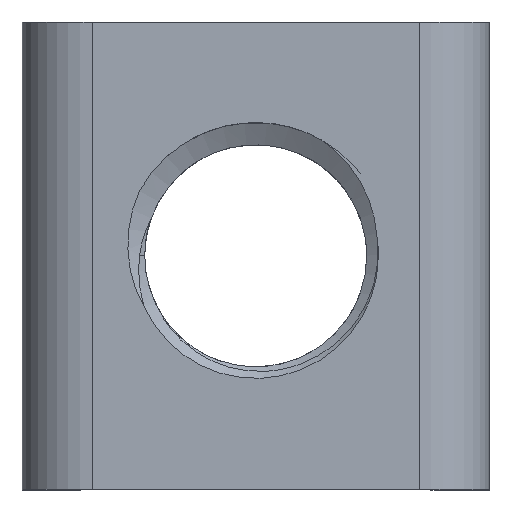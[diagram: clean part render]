
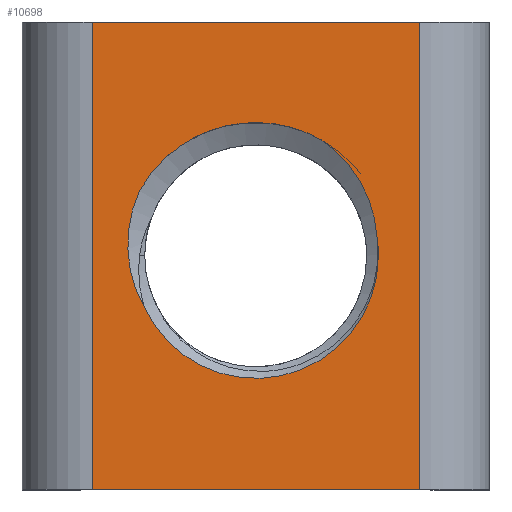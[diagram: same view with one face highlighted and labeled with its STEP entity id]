
A CAD part, top view. The second image highlights one B-rep face of the part: STEP entity #10698.
In plain terms, the highlighted planar face has unit normal (0, 0, 1).
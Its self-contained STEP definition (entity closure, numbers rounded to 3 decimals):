
#194 = CARTESIAN_POINT ( 'NONE',  ( -0.005, -4., 6. ) ) ;
#302 = ORIENTED_EDGE ( 'NONE', *, *, #2639, .T. ) ;
#328 = EDGE_CURVE ( 'NONE', #3272, #4524, #2518, .T. ) ;
#421 = CARTESIAN_POINT ( 'NONE',  ( -0.051, 2.28, 6. ) ) ;
#587 = B_SPLINE_CURVE_WITH_KNOTS ( 'NONE', 3,
 ( #5965, #9363, #8361, #4224, #5915, #6856, #717, #10257, #6694, #2600, #3274, #2379 ),
 .UNSPECIFIED., .F., .F.,
 ( 4, 2, 2, 2, 2, 4 ),
 ( 0., 0.125, 0.25, 0.375, 0.5, 1. ),
 .UNSPECIFIED. ) ;
#656 = LINE ( 'NONE', #9359, #3583 ) ;
#717 = CARTESIAN_POINT ( 'NONE',  ( -2.156, -0.235, 6. ) ) ;
#801 = CARTESIAN_POINT ( 'NONE',  ( 2.053, 0.647, 6. ) ) ;
#852 = CARTESIAN_POINT ( 'NONE',  ( 1.094, 1.997, 6. ) ) ;
#911 = VERTEX_POINT ( 'NONE', #3554 ) ;
#965 = CARTESIAN_POINT ( 'NONE',  ( 2.795, 4., 6. ) ) ;
#1254 = CARTESIAN_POINT ( 'NONE',  ( -1.854, 1.366, 6. ) ) ;
#1299 = ORIENTED_EDGE ( 'NONE', *, *, #2894, .F. ) ;
#1469 = VERTEX_POINT ( 'NONE', #9631 ) ;
#1472 = B_SPLINE_CURVE_WITH_KNOTS ( 'NONE', 3,
 ( #852, #3140, #8451, #2411, #3252, #4253, #801, #10013 ),
 .UNSPECIFIED., .F., .F.,
 ( 4, 2, 2, 4 ),
 ( 0., 0.25, 0.5, 1. ),
 .UNSPECIFIED. ) ;
#1562 = EDGE_LOOP ( 'NONE', ( #5215, #7348, #1299, #5639 ) ) ;
#1598 = DIRECTION ( 'NONE',  ( -1., 0., 0. ) ) ;
#1710 = DIRECTION ( 'NONE',  ( -1., 0., 0. ) ) ;
#1947 = DIRECTION ( 'NONE',  ( 0., 0., -1. ) ) ;
#2085 = CARTESIAN_POINT ( 'NONE',  ( -0.273, 2.272, 6. ) ) ;
#2198 = CARTESIAN_POINT ( 'NONE',  ( 0.098, 2.278, 6. ) ) ;
#2252 = CARTESIAN_POINT ( 'NONE',  ( -0.781, 2.148, 6. ) ) ;
#2293 = DIRECTION ( 'NONE',  ( 1., 0., 0. ) ) ;
#2314 = DIRECTION ( 'NONE',  ( 1., 0., 0. ) ) ;
#2379 = CARTESIAN_POINT ( 'NONE',  ( -1.999, 1.104, 6. ) ) ;
#2380 = VERTEX_POINT ( 'NONE', #4528 ) ;
#2405 = CARTESIAN_POINT ( 'NONE',  ( -0.005, 0., 6. ) ) ;
#2411 = CARTESIAN_POINT ( 'NONE',  ( 1.598, 1.55, 6. ) ) ;
#2434 = LINE ( 'NONE', #7527, #9763 ) ;
#2518 = LINE ( 'NONE', #5826, #4011 ) ;
#2600 = CARTESIAN_POINT ( 'NONE',  ( -2.204, 0.45, 6. ) ) ;
#2639 = EDGE_CURVE ( 'NONE', #9683, #911, #8337, .T. ) ;
#2880 = EDGE_CURVE ( 'NONE', #1469, #7889, #587, .T. ) ;
#2890 = CARTESIAN_POINT ( 'NONE',  ( -0.005, 0., 6. ) ) ;
#2894 = EDGE_CURVE ( 'NONE', #3272, #5139, #2434, .T. ) ;
#2978 = CARTESIAN_POINT ( 'NONE',  ( -1.658, 1.597, 6. ) ) ;
#3076 = CARTESIAN_POINT ( 'NONE',  ( -2.805, -4., 6. ) ) ;
#3140 = CARTESIAN_POINT ( 'NONE',  ( 1.236, 1.903, 6. ) ) ;
#3192 = VECTOR ( 'NONE', #5036, 1000. ) ;
#3252 = CARTESIAN_POINT ( 'NONE',  ( 1.699, 1.415, 6. ) ) ;
#3272 = VERTEX_POINT ( 'NONE', #4616 ) ;
#3274 = CARTESIAN_POINT ( 'NONE',  ( -2.137, 0.791, 6. ) ) ;
#3554 = CARTESIAN_POINT ( 'NONE',  ( 2.095, 0., 6. ) ) ;
#3583 = VECTOR ( 'NONE', #1598, 1000. ) ;
#3703 = AXIS2_PLACEMENT_3D ( 'NONE', #2405, #9946, #2293 ) ;
#3877 = CARTESIAN_POINT ( 'NONE',  ( 0.831, 2.141, 6. ) ) ;
#4011 = VECTOR ( 'NONE', #5041, 1000. ) ;
#4204 = ORIENTED_EDGE ( 'NONE', *, *, #8330, .T. ) ;
#4224 = CARTESIAN_POINT ( 'NONE',  ( -2.063, -0.562, 6. ) ) ;
#4253 = CARTESIAN_POINT ( 'NONE',  ( 1.954, 0.976, 6. ) ) ;
#4283 = EDGE_CURVE ( 'NONE', #7889, #2380, #6958, .T. ) ;
#4289 = AXIS2_PLACEMENT_3D ( 'NONE', #194, #9511, #6169 ) ;
#4524 = VERTEX_POINT ( 'NONE', #965 ) ;
#4528 = CARTESIAN_POINT ( 'NONE',  ( 1.094, 1.997, 6. ) ) ;
#4533 = CARTESIAN_POINT ( 'NONE',  ( 2.072, 0.308, 6. ) ) ;
#4616 = CARTESIAN_POINT ( 'NONE',  ( 2.795, -4., 6. ) ) ;
#4650 = CARTESIAN_POINT ( 'NONE',  ( -1.999, 1.104, 6. ) ) ;
#4671 = CARTESIAN_POINT ( 'NONE',  ( -0.492, 2.231, 6. ) ) ;
#4723 = CARTESIAN_POINT ( 'NONE',  ( -1.308, 1.876, 6. ) ) ;
#4874 = EDGE_CURVE ( 'NONE', #2380, #9683, #1472, .T. ) ;
#5036 = DIRECTION ( 'NONE',  ( 0., 1., 0. ) ) ;
#5041 = DIRECTION ( 'NONE',  ( 0., 1., 0. ) ) ;
#5139 = VERTEX_POINT ( 'NONE', #3076 ) ;
#5215 = ORIENTED_EDGE ( 'NONE', *, *, #9155, .T. ) ;
#5224 = EDGE_CURVE ( 'NONE', #5139, #8495, #6380, .T. ) ;
#5424 = ORIENTED_EDGE ( 'NONE', *, *, #4874, .T. ) ;
#5618 = CARTESIAN_POINT ( 'NONE',  ( 0.174, 2.273, 6. ) ) ;
#5639 = ORIENTED_EDGE ( 'NONE', *, *, #328, .T. ) ;
#5826 = CARTESIAN_POINT ( 'NONE',  ( 2.795, -4., 6. ) ) ;
#5905 = AXIS2_PLACEMENT_3D ( 'NONE', #2890, #1947, #2314 ) ;
#5915 = CARTESIAN_POINT ( 'NONE',  ( -2.092, -0.48, 6. ) ) ;
#5965 = CARTESIAN_POINT ( 'NONE',  ( -1.917, -0.869, 6. ) ) ;
#6001 = FACE_OUTER_BOUND ( 'NONE', #1562, .T. ) ;
#6169 = DIRECTION ( 'NONE',  ( -1., 0., 0. ) ) ;
#6380 = LINE ( 'NONE', #8268, #3192 ) ;
#6694 = CARTESIAN_POINT ( 'NONE',  ( -2.19, 0.021, 6. ) ) ;
#6856 = CARTESIAN_POINT ( 'NONE',  ( -2.138, -0.317, 6. ) ) ;
#6958 = B_SPLINE_CURVE_WITH_KNOTS ( 'NONE', 3,
 ( #8849, #1254, #2978, #4723, #9797, #10747, #2252, #4671, #2085, #421, #2198, #5618, #8016, #3877, #8962 ),
 .UNSPECIFIED., .F., .F.,
 ( 4, 2, 2, 2, 1, 2, 2, 4 ),
 ( 0., 0.25, 0.375, 0.5, 0.625, 0.688, 0.75, 1. ),
 .UNSPECIFIED. ) ;
#7348 = ORIENTED_EDGE ( 'NONE', *, *, #5224, .F. ) ;
#7527 = CARTESIAN_POINT ( 'NONE',  ( -0.005, -4., 6. ) ) ;
#7585 = ORIENTED_EDGE ( 'NONE', *, *, #4283, .T. ) ;
#7889 = VERTEX_POINT ( 'NONE', #4650 ) ;
#8016 = CARTESIAN_POINT ( 'NONE',  ( 0.543, 2.232, 6. ) ) ;
#8268 = CARTESIAN_POINT ( 'NONE',  ( -2.805, -4., 6. ) ) ;
#8330 = EDGE_CURVE ( 'NONE', #911, #1469, #10354, .T. ) ;
#8337 = CIRCLE ( 'NONE', #3703, 2.1 ) ;
#8361 = CARTESIAN_POINT ( 'NONE',  ( -1.997, -0.718, 6. ) ) ;
#8451 = CARTESIAN_POINT ( 'NONE',  ( 1.364, 1.796, 6. ) ) ;
#8495 = VERTEX_POINT ( 'NONE', #9407 ) ;
#8732 = PLANE ( 'NONE',  #4289 ) ;
#8786 = FACE_BOUND ( 'NONE', #9993, .T. ) ;
#8849 = CARTESIAN_POINT ( 'NONE',  ( -1.999, 1.104, 6. ) ) ;
#8962 = CARTESIAN_POINT ( 'NONE',  ( 1.094, 1.997, 6. ) ) ;
#9155 = EDGE_CURVE ( 'NONE', #4524, #8495, #656, .T. ) ;
#9359 = CARTESIAN_POINT ( 'NONE',  ( -0.005, 4., 6. ) ) ;
#9363 = CARTESIAN_POINT ( 'NONE',  ( -1.96, -0.795, 6. ) ) ;
#9407 = CARTESIAN_POINT ( 'NONE',  ( -2.805, 4., 6. ) ) ;
#9511 = DIRECTION ( 'NONE',  ( 0., 0., -1. ) ) ;
#9631 = CARTESIAN_POINT ( 'NONE',  ( -1.917, -0.869, 6. ) ) ;
#9683 = VERTEX_POINT ( 'NONE', #4533 ) ;
#9763 = VECTOR ( 'NONE', #1710, 1000. ) ;
#9797 = CARTESIAN_POINT ( 'NONE',  ( -1.181, 1.957, 6. ) ) ;
#9946 = DIRECTION ( 'NONE',  ( 0., 0., -1. ) ) ;
#9957 = ORIENTED_EDGE ( 'NONE', *, *, #2880, .T. ) ;
#9993 = EDGE_LOOP ( 'NONE', ( #7585, #5424, #302, #4204, #9957 ) ) ;
#10013 = CARTESIAN_POINT ( 'NONE',  ( 2.072, 0.308, 6. ) ) ;
#10257 = CARTESIAN_POINT ( 'NONE',  ( -2.182, -0.066, 6. ) ) ;
#10354 = CIRCLE ( 'NONE', #5905, 2.1 ) ;
#10698 = ADVANCED_FACE ( 'NONE', ( #6001, #8786 ), #8732, .F. ) ;
#10747 = CARTESIAN_POINT ( 'NONE',  ( -0.917, 2.094, 6. ) ) ;
